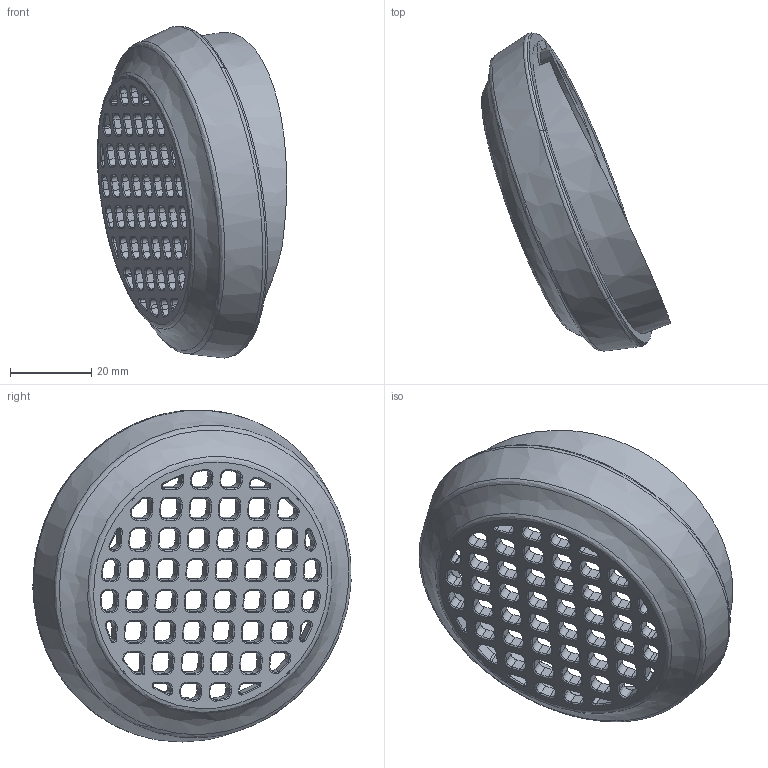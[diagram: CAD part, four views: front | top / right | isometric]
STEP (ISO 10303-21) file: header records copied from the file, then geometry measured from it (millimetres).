
FILE_DESCRIPTION(/* description */ (''),/* implementation_level */ '2;1');
FILE_NAME(/* name */ 'крышка 3 правая.step',/* time_stamp */ '2021-12-07T00:05:24+03:00',/* author */ (''),/* organization */ (''),/* preprocessor_version */ 'ST-DEVELOPER v18.1',/* originating_system */ 'Autodesk Translation Framework v10.10.0.1391',/* authorisation */ '');
FILE_SCHEMA (('AUTOMOTIVE_DESIGN { 1 0 10303 214 3 1 1 }'));
Length unit declared in the file: millimetre
Products named in the file (1): 1r
Bounding box: 46.46 x 78.14 x 81.53 mm (x, y, z)
Volume: 23004.4 mm3; surface area: 18067.3 mm2
Topology: 1 solids, 1 shells, 847 faces, 2148 edges, 1300 vertices
Faces by surface type: cylinder 345, plane 198, torus 162, bspline 140, cone 2
Entity records: 30952 total; most frequent: CARTESIAN_POINT 10778, ORIENTED_EDGE 4296, DIRECTION 4126, EDGE_CURVE 2148, AXIS2_PLACEMENT_3D 1613, VERTEX_POINT 1300, EDGE_LOOP 956, LINE 900
